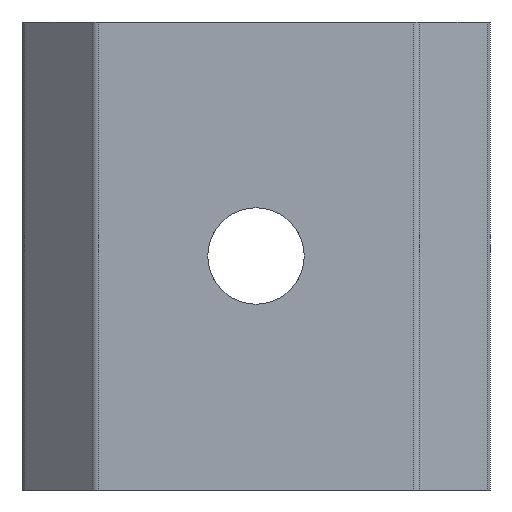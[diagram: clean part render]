
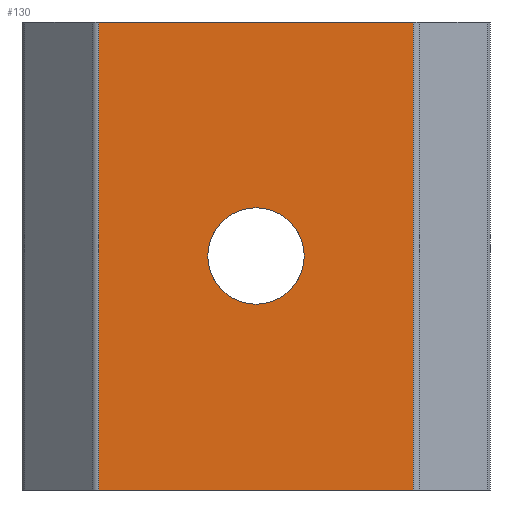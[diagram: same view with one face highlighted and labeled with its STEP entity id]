
A CAD part, front view. The second image highlights one B-rep face of the part: STEP entity #130.
In plain terms, the highlighted planar face has unit normal (0, -1, 0).
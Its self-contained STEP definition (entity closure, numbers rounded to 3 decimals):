
#10 = CARTESIAN_POINT ( 'NONE',  ( 5.376, 0., -8. ) ) ;
#51 = EDGE_CURVE ( 'NONE', #608, #524, #318, .T. ) ;
#57 = EDGE_CURVE ( 'NONE', #524, #682, #73, .T. ) ;
#63 = ORIENTED_EDGE ( 'NONE', *, *, #75, .T. ) ;
#73 = LINE ( 'NONE', #729, #100 ) ;
#75 = EDGE_CURVE ( 'NONE', #682, #574, #445, .T. ) ;
#95 = CIRCLE ( 'NONE', #866, 1.65 ) ;
#97 = DIRECTION ( 'NONE',  ( 1., 0., 0. ) ) ;
#100 = VECTOR ( 'NONE', #736, 1000. ) ;
#107 = CARTESIAN_POINT ( 'NONE',  ( 5.5, 0., 8. ) ) ;
#130 = ADVANCED_FACE ( 'NONE', ( #714, #865 ), #175, .F. ) ;
#156 = CARTESIAN_POINT ( 'NONE',  ( 0., 0., -1.65 ) ) ;
#175 = PLANE ( 'NONE',  #937 ) ;
#204 = EDGE_CURVE ( 'NONE', #418, #289, #95, .T. ) ;
#239 = EDGE_CURVE ( 'NONE', #608, #574, #845, .T. ) ;
#272 = VECTOR ( 'NONE', #755, 1000. ) ;
#289 = VERTEX_POINT ( 'NONE', #156 ) ;
#318 = LINE ( 'NONE', #674, #669 ) ;
#356 = CARTESIAN_POINT ( 'NONE',  ( 0., 0., 0. ) ) ;
#361 = DIRECTION ( 'NONE',  ( 0., 1., 0. ) ) ;
#363 = DIRECTION ( 'NONE',  ( 0., 0., 1. ) ) ;
#418 = VERTEX_POINT ( 'NONE', #735 ) ;
#445 = LINE ( 'NONE', #742, #272 ) ;
#459 = DIRECTION ( 'NONE',  ( -1., 0., 0. ) ) ;
#470 = DIRECTION ( 'NONE',  ( 0., 1., 0. ) ) ;
#490 = ORIENTED_EDGE ( 'NONE', *, *, #204, .T. ) ;
#524 = VERTEX_POINT ( 'NONE', #886 ) ;
#553 = CARTESIAN_POINT ( 'NONE',  ( 5.376, 0., 8. ) ) ;
#563 = EDGE_LOOP ( 'NONE', ( #490, #828 ) ) ;
#568 = CARTESIAN_POINT ( 'NONE',  ( 0., 0., 0. ) ) ;
#571 = EDGE_CURVE ( 'NONE', #289, #418, #672, .T. ) ;
#573 = DIRECTION ( 'NONE',  ( 0., 1., 0. ) ) ;
#574 = VERTEX_POINT ( 'NONE', #553 ) ;
#578 = DIRECTION ( 'NONE',  ( 0., 0., 1. ) ) ;
#602 = CARTESIAN_POINT ( 'NONE',  ( -5.376, 0., 8. ) ) ;
#608 = VERTEX_POINT ( 'NONE', #602 ) ;
#669 = VECTOR ( 'NONE', #700, 1000. ) ;
#672 = CIRCLE ( 'NONE', #733, 1.65 ) ;
#674 = CARTESIAN_POINT ( 'NONE',  ( -5.376, 0., 8. ) ) ;
#682 = VERTEX_POINT ( 'NONE', #10 ) ;
#700 = DIRECTION ( 'NONE',  ( 0., 0., -1. ) ) ;
#708 = ORIENTED_EDGE ( 'NONE', *, *, #57, .T. ) ;
#714 = FACE_BOUND ( 'NONE', #563, .T. ) ;
#729 = CARTESIAN_POINT ( 'NONE',  ( 5.5, 0., -8. ) ) ;
#733 = AXIS2_PLACEMENT_3D ( 'NONE', #568, #573, #578 ) ;
#735 = CARTESIAN_POINT ( 'NONE',  ( 0., 0., 1.65 ) ) ;
#736 = DIRECTION ( 'NONE',  ( 1., 0., 0. ) ) ;
#742 = CARTESIAN_POINT ( 'NONE',  ( 5.376, 0., 8. ) ) ;
#755 = DIRECTION ( 'NONE',  ( 0., 0., 1. ) ) ;
#808 = VECTOR ( 'NONE', #97, 1000. ) ;
#828 = ORIENTED_EDGE ( 'NONE', *, *, #571, .T. ) ;
#845 = LINE ( 'NONE', #107, #808 ) ;
#855 = ORIENTED_EDGE ( 'NONE', *, *, #239, .F. ) ;
#865 = FACE_OUTER_BOUND ( 'NONE', #1007, .T. ) ;
#866 = AXIS2_PLACEMENT_3D ( 'NONE', #356, #361, #363 ) ;
#886 = CARTESIAN_POINT ( 'NONE',  ( -5.376, 0., -8. ) ) ;
#910 = ORIENTED_EDGE ( 'NONE', *, *, #51, .T. ) ;
#937 = AXIS2_PLACEMENT_3D ( 'NONE', #990, #470, #459 ) ;
#990 = CARTESIAN_POINT ( 'NONE',  ( 5.5, 0., 8. ) ) ;
#1007 = EDGE_LOOP ( 'NONE', ( #855, #910, #708, #63 ) ) ;
